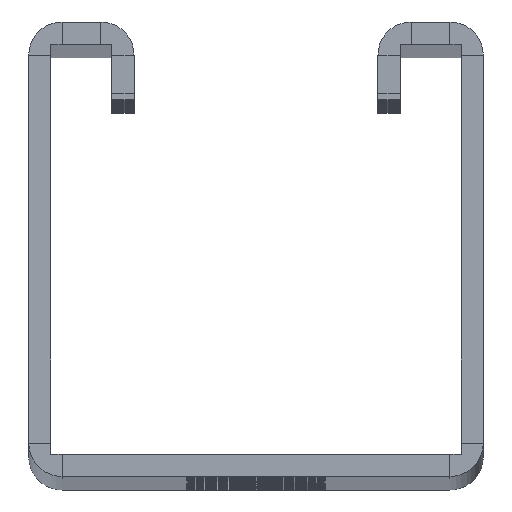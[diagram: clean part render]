
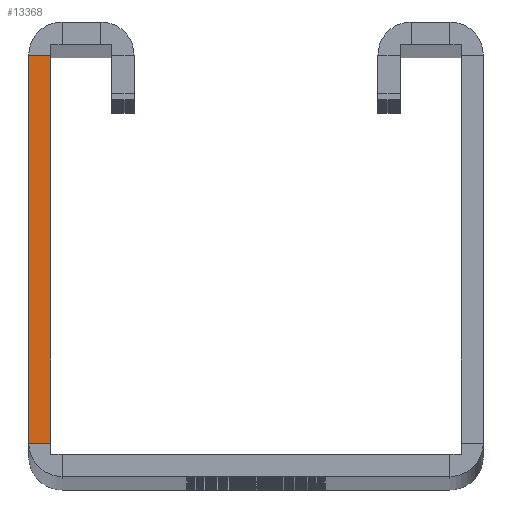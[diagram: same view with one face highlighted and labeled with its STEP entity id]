
A CAD part, top view. The second image highlights one B-rep face of the part: STEP entity #13368.
In plain terms, the highlighted planar face has unit normal (0, 0, 1).
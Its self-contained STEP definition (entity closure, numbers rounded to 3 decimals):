
#1379 = CARTESIAN_POINT ( 'NONE',  ( -18.5, 3., 0. ) ) ;
#3531 = DIRECTION ( 'NONE',  ( 1., 0., 0. ) ) ;
#4174 = CARTESIAN_POINT ( 'NONE',  ( -18.5, 0., 0. ) ) ;
#6825 = DIRECTION ( 'NONE',  ( 0., 0., 1. ) ) ;
#9948 = EDGE_CURVE ( 'NONE', #43970, #40899, #19076, .T. ) ;
#10448 = VERTEX_POINT ( 'NONE', #41953 ) ;
#12667 = VECTOR ( 'NONE', #28252, 1000. ) ;
#12835 = DIRECTION ( 'NONE',  ( 0., 1., 0. ) ) ;
#13368 = ADVANCED_FACE ( 'NONE', ( #21394 ), #27309, .T. ) ;
#13855 = EDGE_CURVE ( 'NONE', #33483, #43970, #30344, .T. ) ;
#14632 = ORIENTED_EDGE ( 'NONE', *, *, #39917, .T. ) ;
#17463 = CARTESIAN_POINT ( 'NONE',  ( -20.5, 0., 0. ) ) ;
#19076 = LINE ( 'NONE', #4174, #12667 ) ;
#19141 = LINE ( 'NONE', #35234, #28717 ) ;
#19491 = ORIENTED_EDGE ( 'NONE', *, *, #29858, .F. ) ;
#21174 = AXIS2_PLACEMENT_3D ( 'NONE', #24219, #6825, #3531 ) ;
#21339 = VECTOR ( 'NONE', #26110, 1000. ) ;
#21394 = FACE_OUTER_BOUND ( 'NONE', #40766, .T. ) ;
#22717 = CARTESIAN_POINT ( 'NONE',  ( -20.5, 3., 0. ) ) ;
#24219 = CARTESIAN_POINT ( 'NONE',  ( -17.5, 2., 0. ) ) ;
#24331 = CARTESIAN_POINT ( 'NONE',  ( -18.5, 38., 0. ) ) ;
#26110 = DIRECTION ( 'NONE',  ( 1., 0., 0. ) ) ;
#27309 = PLANE ( 'NONE',  #21174 ) ;
#28198 = ORIENTED_EDGE ( 'NONE', *, *, #13855, .T. ) ;
#28252 = DIRECTION ( 'NONE',  ( 0., 1., 0. ) ) ;
#28717 = VECTOR ( 'NONE', #42589, 1000. ) ;
#29858 = EDGE_CURVE ( 'NONE', #33483, #10448, #39677, .T. ) ;
#30344 = LINE ( 'NONE', #22717, #21339 ) ;
#30585 = VECTOR ( 'NONE', #12835, 1000. ) ;
#31336 = ORIENTED_EDGE ( 'NONE', *, *, #9948, .T. ) ;
#32772 = CARTESIAN_POINT ( 'NONE',  ( -20.5, 3., 0. ) ) ;
#33483 = VERTEX_POINT ( 'NONE', #32772 ) ;
#35234 = CARTESIAN_POINT ( 'NONE',  ( -18.5, 38., 0. ) ) ;
#39677 = LINE ( 'NONE', #17463, #30585 ) ;
#39917 = EDGE_CURVE ( 'NONE', #40899, #10448, #19141, .T. ) ;
#40766 = EDGE_LOOP ( 'NONE', ( #19491, #28198, #31336, #14632 ) ) ;
#40899 = VERTEX_POINT ( 'NONE', #24331 ) ;
#41953 = CARTESIAN_POINT ( 'NONE',  ( -20.5, 38., 0. ) ) ;
#42589 = DIRECTION ( 'NONE',  ( -1., 0., 0. ) ) ;
#43970 = VERTEX_POINT ( 'NONE', #1379 ) ;
